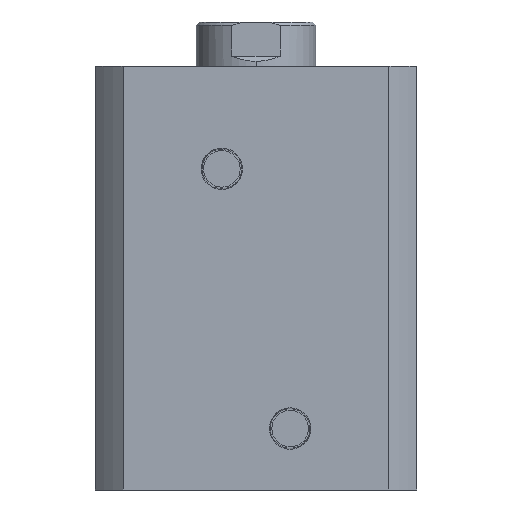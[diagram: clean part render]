
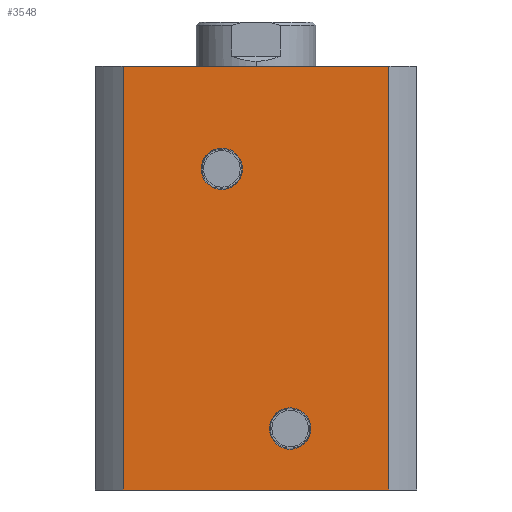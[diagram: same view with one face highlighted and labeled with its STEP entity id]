
A CAD part, left-side view. The second image highlights one B-rep face of the part: STEP entity #3548.
In plain terms, the highlighted planar face has unit normal (-1, 0, 0).
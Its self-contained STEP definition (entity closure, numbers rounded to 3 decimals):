
#230 = CARTESIAN_POINT ( 'NONE',  ( -47., -38.884, 124. ) ) ;
#232 = CARTESIAN_POINT ( 'NONE',  ( -47., 38.884, 0. ) ) ;
#282 = CARTESIAN_POINT ( 'NONE',  ( -47., 38.884, 124. ) ) ;
#291 = CARTESIAN_POINT ( 'NONE',  ( -47., -38.884, 0. ) ) ;
#294 = CARTESIAN_POINT ( 'NONE',  ( -47., 10., 87.94 ) ) ;
#307 = CARTESIAN_POINT ( 'NONE',  ( -47., -10., 24.06 ) ) ;
#311 = CARTESIAN_POINT ( 'NONE',  ( -47., 10., 100.06 ) ) ;
#313 = CARTESIAN_POINT ( 'NONE',  ( -47., -10., 11.94 ) ) ;
#346 = DIRECTION ( 'NONE',  ( -1., 0., 0. ) ) ;
#347 = DIRECTION ( 'NONE',  ( 0., 0., 1. ) ) ;
#357 = CARTESIAN_POINT ( 'NONE',  ( -47., -10., 18. ) ) ;
#419 = FACE_OUTER_BOUND ( 'NONE', #1114, .T. ) ;
#423 = FACE_BOUND ( 'NONE', #1331, .T. ) ;
#426 = FACE_BOUND ( 'NONE', #1089, .T. ) ;
#559 = AXIS2_PLACEMENT_3D ( 'NONE', #1464, #1465, #1466 ) ;
#560 = AXIS2_PLACEMENT_3D ( 'NONE', #1459, #1460, #1461 ) ;
#572 = AXIS2_PLACEMENT_3D ( 'NONE', #3201, #3194, #3175 ) ;
#579 = AXIS2_PLACEMENT_3D ( 'NONE', #357, #346, #347 ) ;
#640 = EDGE_CURVE ( 'NONE', #3489, #3479, #2062, .T. ) ;
#652 = EDGE_CURVE ( 'NONE', #3452, #3487, #2074, .T. ) ;
#724 = EDGE_CURVE ( 'NONE', #2918, #2868, #823, .T. ) ;
#728 = EDGE_CURVE ( 'NONE', #3487, #3452, #825, .T. ) ;
#729 = EDGE_CURVE ( 'NONE', #3479, #3489, #832, .T. ) ;
#732 = EDGE_CURVE ( 'NONE', #2868, #2927, #836, .T. ) ;
#733 = EDGE_CURVE ( 'NONE', #2866, #2927, #838, .T. ) ;
#738 = EDGE_CURVE ( 'NONE', #2918, #2866, #842, .T. ) ;
#823 = LINE ( 'NONE', #1448, #826 ) ;
#825 = CIRCLE ( 'NONE', #560, 6.06 ) ;
#826 = VECTOR ( 'NONE', #1450, 1000. ) ;
#832 = CIRCLE ( 'NONE', #559, 6.06 ) ;
#836 = LINE ( 'NONE', #1469, #839 ) ;
#838 = LINE ( 'NONE', #1471, #841 ) ;
#839 = VECTOR ( 'NONE', #1470, 1000. ) ;
#841 = VECTOR ( 'NONE', #1473, 1000. ) ;
#842 = LINE ( 'NONE', #1472, #851 ) ;
#851 = VECTOR ( 'NONE', #1483, 1000. ) ;
#1089 = EDGE_LOOP ( 'NONE', ( #3247, #2608 ) ) ;
#1114 = EDGE_LOOP ( 'NONE', ( #2606, #2604, #2603, #2602 ) ) ;
#1331 = EDGE_LOOP ( 'NONE', ( #3251, #3249 ) ) ;
#1448 = CARTESIAN_POINT ( 'NONE',  ( -47., 38.884, 124. ) ) ;
#1450 = DIRECTION ( 'NONE',  ( 0., 0., -1. ) ) ;
#1459 = CARTESIAN_POINT ( 'NONE',  ( -47., 10., 94. ) ) ;
#1460 = DIRECTION ( 'NONE',  ( -1., 0., 0. ) ) ;
#1461 = DIRECTION ( 'NONE',  ( 0., 0., 1. ) ) ;
#1464 = CARTESIAN_POINT ( 'NONE',  ( -47., -10., 18. ) ) ;
#1465 = DIRECTION ( 'NONE',  ( -1., 0., 0. ) ) ;
#1466 = DIRECTION ( 'NONE',  ( 0., 0., 1. ) ) ;
#1469 = CARTESIAN_POINT ( 'NONE',  ( -47., 0., 0. ) ) ;
#1470 = DIRECTION ( 'NONE',  ( 0., -1., 0. ) ) ;
#1471 = CARTESIAN_POINT ( 'NONE',  ( -47., -38.884, 124. ) ) ;
#1472 = CARTESIAN_POINT ( 'NONE',  ( -47., 0., 124. ) ) ;
#1473 = DIRECTION ( 'NONE',  ( 0., 0., -1. ) ) ;
#1483 = DIRECTION ( 'NONE',  ( 0., -1., 0. ) ) ;
#2062 = CIRCLE ( 'NONE', #579, 6.06 ) ;
#2074 = CIRCLE ( 'NONE', #572, 6.06 ) ;
#2507 = AXIS2_PLACEMENT_3D ( 'NONE', #3067, #3062, #3071 ) ;
#2602 = ORIENTED_EDGE ( 'NONE', *, *, #724, .T. ) ;
#2603 = ORIENTED_EDGE ( 'NONE', *, *, #738, .F. ) ;
#2604 = ORIENTED_EDGE ( 'NONE', *, *, #733, .F. ) ;
#2606 = ORIENTED_EDGE ( 'NONE', *, *, #732, .T. ) ;
#2608 = ORIENTED_EDGE ( 'NONE', *, *, #640, .F. ) ;
#2866 = VERTEX_POINT ( 'NONE', #230 ) ;
#2868 = VERTEX_POINT ( 'NONE', #232 ) ;
#2918 = VERTEX_POINT ( 'NONE', #282 ) ;
#2927 = VERTEX_POINT ( 'NONE', #291 ) ;
#3062 = DIRECTION ( 'NONE',  ( 1., 0., 0. ) ) ;
#3067 = CARTESIAN_POINT ( 'NONE',  ( -47., 0., 124. ) ) ;
#3069 = PLANE ( 'NONE',  #2507 ) ;
#3071 = DIRECTION ( 'NONE',  ( 0., 1., 0. ) ) ;
#3175 = DIRECTION ( 'NONE',  ( 0., 0., 1. ) ) ;
#3194 = DIRECTION ( 'NONE',  ( -1., 0., 0. ) ) ;
#3201 = CARTESIAN_POINT ( 'NONE',  ( -47., 10., 94. ) ) ;
#3247 = ORIENTED_EDGE ( 'NONE', *, *, #729, .F. ) ;
#3249 = ORIENTED_EDGE ( 'NONE', *, *, #652, .F. ) ;
#3251 = ORIENTED_EDGE ( 'NONE', *, *, #728, .F. ) ;
#3452 = VERTEX_POINT ( 'NONE', #294 ) ;
#3479 = VERTEX_POINT ( 'NONE', #307 ) ;
#3487 = VERTEX_POINT ( 'NONE', #311 ) ;
#3489 = VERTEX_POINT ( 'NONE', #313 ) ;
#3548 = ADVANCED_FACE ( 'NONE', ( #423, #426, #419 ), #3069, .F. ) ;
